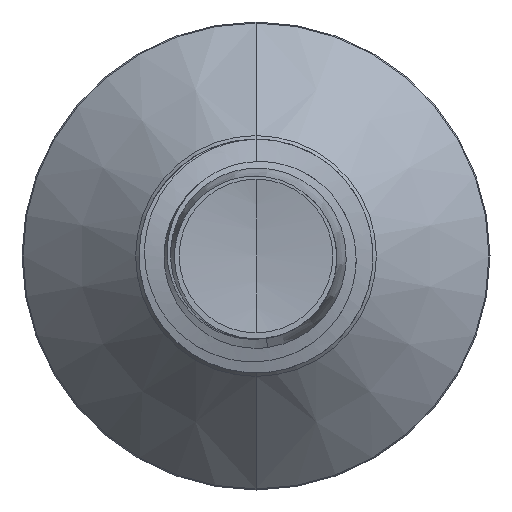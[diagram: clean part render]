
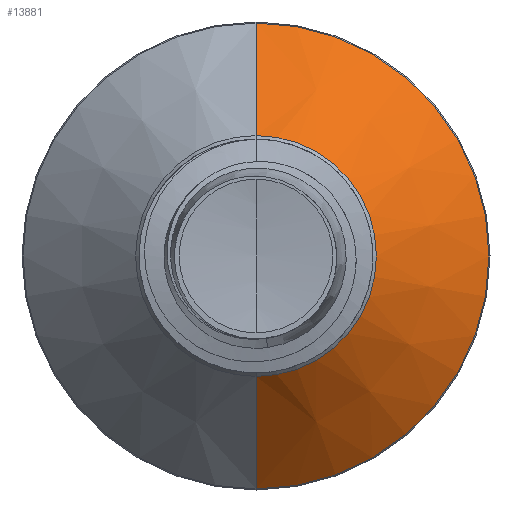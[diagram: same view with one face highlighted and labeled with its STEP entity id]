
A CAD part, front view. The second image highlights one B-rep face of the part: STEP entity #13881.
In plain terms, the highlighted conical face has half-angle 45 degrees and reference radius 3.088 mm.
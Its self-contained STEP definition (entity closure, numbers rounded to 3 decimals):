
#497 = DIRECTION ( 'NONE',  ( 0., 1., 0. ) ) ;
#562 = AXIS2_PLACEMENT_3D ( 'NONE', #8393, #865, #9400 ) ;
#865 = DIRECTION ( 'NONE',  ( 0., 1., 0. ) ) ;
#1141 = EDGE_CURVE ( 'NONE', #6599, #12534, #3412, .T. ) ;
#1539 = CARTESIAN_POINT ( 'NONE',  ( 0., 5.239, 3.089 ) ) ;
#3281 = DIRECTION ( 'NONE',  ( 0., 1., 0. ) ) ;
#3412 = LINE ( 'NONE', #13578, #14623 ) ;
#4096 = EDGE_LOOP ( 'NONE', ( #12745, #10418, #7994, #5530 ) ) ;
#4168 = DIRECTION ( 'NONE',  ( 0., 0.707, 0.707 ) ) ;
#5530 = ORIENTED_EDGE ( 'NONE', *, *, #10485, .F. ) ;
#6037 = CIRCLE ( 'NONE', #12104, 5.974 ) ;
#6220 = CARTESIAN_POINT ( 'NONE',  ( 0., 5.239, 3.089 ) ) ;
#6599 = VERTEX_POINT ( 'NONE', #12986 ) ;
#7053 = LINE ( 'NONE', #6220, #15084 ) ;
#7601 = VERTEX_POINT ( 'NONE', #11840 ) ;
#7994 = ORIENTED_EDGE ( 'NONE', *, *, #11072, .F. ) ;
#8202 = CARTESIAN_POINT ( 'NONE',  ( 0., 5.239, 0. ) ) ;
#8393 = CARTESIAN_POINT ( 'NONE',  ( 0., 5.239, 0. ) ) ;
#8876 = AXIS2_PLACEMENT_3D ( 'NONE', #8202, #497, #14627 ) ;
#9400 = DIRECTION ( 'NONE',  ( 0., 0., 1. ) ) ;
#9506 = EDGE_CURVE ( 'NONE', #12854, #6599, #11087, .T. ) ;
#9776 = FACE_OUTER_BOUND ( 'NONE', #4096, .T. ) ;
#9784 = CARTESIAN_POINT ( 'NONE',  ( 0., 8.124, 0. ) ) ;
#10418 = ORIENTED_EDGE ( 'NONE', *, *, #1141, .T. ) ;
#10485 = EDGE_CURVE ( 'NONE', #12854, #7601, #7053, .T. ) ;
#10811 = DIRECTION ( 'NONE',  ( 0., 0., 1. ) ) ;
#11072 = EDGE_CURVE ( 'NONE', #7601, #12534, #6037, .T. ) ;
#11087 = CIRCLE ( 'NONE', #562, 3.089 ) ;
#11620 = CARTESIAN_POINT ( 'NONE',  ( 0., 8.124, -5.974 ) ) ;
#11840 = CARTESIAN_POINT ( 'NONE',  ( 0., 8.124, 5.974 ) ) ;
#12104 = AXIS2_PLACEMENT_3D ( 'NONE', #9784, #3281, #10811 ) ;
#12164 = CONICAL_SURFACE ( 'NONE', #8876, 3.089, 0.785 ) ;
#12534 = VERTEX_POINT ( 'NONE', #11620 ) ;
#12745 = ORIENTED_EDGE ( 'NONE', *, *, #9506, .T. ) ;
#12854 = VERTEX_POINT ( 'NONE', #1539 ) ;
#12986 = CARTESIAN_POINT ( 'NONE',  ( 0., 5.239, -3.089 ) ) ;
#13501 = DIRECTION ( 'NONE',  ( 0., 0.707, -0.707 ) ) ;
#13578 = CARTESIAN_POINT ( 'NONE',  ( 0., 5.239, -3.089 ) ) ;
#13881 = ADVANCED_FACE ( 'NONE', ( #9776 ), #12164, .T. ) ;
#14623 = VECTOR ( 'NONE', #13501, 1000. ) ;
#14627 = DIRECTION ( 'NONE',  ( 0., 0., 1. ) ) ;
#15084 = VECTOR ( 'NONE', #4168, 1000. ) ;
